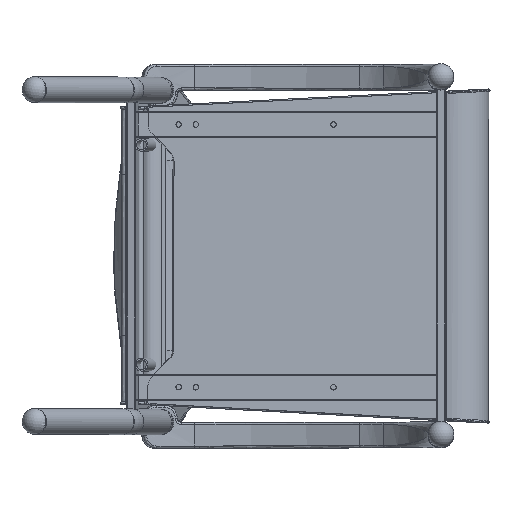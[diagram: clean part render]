
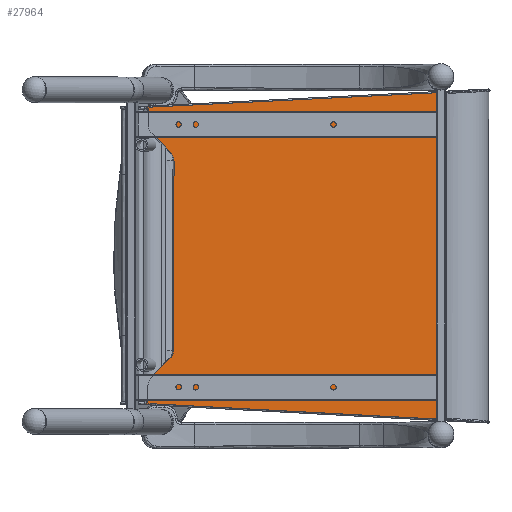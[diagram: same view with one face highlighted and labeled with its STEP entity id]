
A CAD part, top view. The second image highlights one B-rep face of the part: STEP entity #27964.
In plain terms, the highlighted face is planar.
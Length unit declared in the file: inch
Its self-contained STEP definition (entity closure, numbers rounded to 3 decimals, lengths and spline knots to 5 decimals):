
#27094=CARTESIAN_POINT('',(9.2003,-2.41996,17.33797));
#27095=VERTEX_POINT('',#27094);
#27096=CARTESIAN_POINT('',(8.98108,-2.40591,16.80764));
#27097=VERTEX_POINT('',#27096);
#27098=CARTESIAN_POINT('',(8.45184,-2.37197,17.33797));
#27099=DIRECTION('',(0.064,0.998,0.));
#27100=DIRECTION('',(0.922,-0.059,-0.383));
#27101=AXIS2_PLACEMENT_3D('',#27098,#27099,#27100);
#27102=CIRCLE('',#27101,0.75);
#27103=EDGE_CURVE('',#27095,#27097,#27102,.T.);
#27588=CARTESIAN_POINT('',(7.92259,-2.33804,15.74698));
#27589=VERTEX_POINT('',#27588);
#27590=CARTESIAN_POINT('',(7.70337,-2.32398,15.21665));
#27591=VERTEX_POINT('',#27590);
#27592=CARTESIAN_POINT('',(8.45184,-2.37197,15.21665));
#27593=DIRECTION('',(-0.064,-0.998,0.));
#27594=DIRECTION('',(-0.922,0.059,0.383));
#27595=AXIS2_PLACEMENT_3D('',#27592,#27593,#27594);
#27596=CIRCLE('',#27595,0.75);
#27597=EDGE_CURVE('',#27589,#27591,#27596,.T.);
#27620=CARTESIAN_POINT('',(7.70337,-2.32398,4.28335));
#27621=VERTEX_POINT('',#27620);
#27622=CARTESIAN_POINT('',(7.92259,-2.33804,3.75302));
#27623=VERTEX_POINT('',#27622);
#27624=CARTESIAN_POINT('',(8.45184,-2.37197,4.28335));
#27625=DIRECTION('',(-0.064,-0.998,0.));
#27626=DIRECTION('',(-0.922,0.059,-0.383));
#27627=AXIS2_PLACEMENT_3D('',#27624,#27625,#27626);
#27628=CIRCLE('',#27627,0.75);
#27629=EDGE_CURVE('',#27621,#27623,#27628,.T.);
#27652=CARTESIAN_POINT('',(8.98108,-2.40591,2.69236));
#27653=VERTEX_POINT('',#27652);
#27654=CARTESIAN_POINT('',(9.2003,-2.41996,2.16203));
#27655=VERTEX_POINT('',#27654);
#27656=CARTESIAN_POINT('',(8.45184,-2.37197,2.16203));
#27657=DIRECTION('',(0.064,0.998,0.));
#27658=DIRECTION('',(0.922,-0.059,0.383));
#27659=AXIS2_PLACEMENT_3D('',#27656,#27657,#27658);
#27660=CIRCLE('',#27659,0.75);
#27661=EDGE_CURVE('',#27653,#27655,#27660,.T.);
#27828=CARTESIAN_POINT('',(9.2003,-2.41996,1.22269));
#27829=VERTEX_POINT('',#27828);
#27830=CARTESIAN_POINT('',(9.2003,-2.41996,1.22269));
#27831=DIRECTION('',(0.0,0.0,1.0));
#27832=VECTOR('',#27831,0.93934);
#27833=LINE('',#27830,#27832);
#27834=EDGE_CURVE('',#27829,#27655,#27833,.T.);
#27856=CARTESIAN_POINT('',(8.98108,-2.40591,2.69236));
#27857=DIRECTION('',(-0.706,0.045,0.707));
#27858=VECTOR('',#27857,1.5);
#27859=LINE('',#27856,#27858);
#27860=EDGE_CURVE('',#27653,#27623,#27859,.T.);
#27871=CARTESIAN_POINT('',(7.70337,-2.32398,4.28335));
#27872=DIRECTION('',(0.0,0.0,1.0));
#27873=VECTOR('',#27872,10.93329);
#27874=LINE('',#27871,#27873);
#27875=EDGE_CURVE('',#27621,#27591,#27874,.T.);
#27888=CARTESIAN_POINT('',(7.92259,-2.33804,15.74698));
#27889=DIRECTION('',(0.706,-0.045,0.707));
#27890=VECTOR('',#27889,1.5);
#27891=LINE('',#27888,#27890);
#27892=EDGE_CURVE('',#27589,#27097,#27891,.T.);
#27901=CARTESIAN_POINT('',(9.2003,-2.41996,0.0));
#27902=DIRECTION('',(-0.064,-0.998,0.0));
#27903=DIRECTION('',(0.0,0.0,-1.0));
#27904=AXIS2_PLACEMENT_3D('',#27901,#27902,#27903);
#27905=PLANE('',#27904);
#27906=ORIENTED_EDGE('',*,*,#27103,.F.);
#27907=CARTESIAN_POINT('',(9.2003,-2.41996,18.27731));
#27908=VERTEX_POINT('',#27907);
#27909=CARTESIAN_POINT('',(9.2003,-2.41996,17.33797));
#27910=DIRECTION('',(0.0,0.0,1.0));
#27911=VECTOR('',#27910,0.93934);
#27912=LINE('',#27909,#27911);
#27913=EDGE_CURVE('',#27095,#27908,#27912,.T.);
#27914=ORIENTED_EDGE('',*,*,#27913,.T.);
#27915=CARTESIAN_POINT('',(9.13203,-2.41559,18.34935));
#27916=VERTEX_POINT('',#27915);
#27917=CARTESIAN_POINT('',(9.2003,-2.41996,18.34581));
#27918=DIRECTION('',(0.064,0.998,0.0));
#27919=DIRECTION('',(-0.998,0.064,0.0));
#27920=AXIS2_PLACEMENT_3D('',#27917,#27918,#27919);
#27921=CIRCLE('',#27920,0.0685);
#27922=EDGE_CURVE('',#27916,#27908,#27921,.T.);
#27923=ORIENTED_EDGE('',*,*,#27922,.F.);
#27924=CARTESIAN_POINT('',(-8.12755,-1.30893,19.24576));
#27925=VERTEX_POINT('',#27924);
#27926=CARTESIAN_POINT('',(9.13203,-2.41559,18.34935));
#27927=DIRECTION('',(-0.997,0.064,0.052));
#27928=VECTOR('',#27927,17.31824);
#27929=LINE('',#27926,#27928);
#27930=EDGE_CURVE('',#27916,#27925,#27929,.T.);
#27931=ORIENTED_EDGE('',*,*,#27930,.T.);
#27932=CARTESIAN_POINT('',(-8.12755,-1.30893,0.25424));
#27933=VERTEX_POINT('',#27932);
#27934=CARTESIAN_POINT('',(-8.12755,-1.30893,0.25424));
#27935=DIRECTION('',(0.0,0.0,1.0));
#27936=VECTOR('',#27935,18.99151);
#27937=LINE('',#27934,#27936);
#27938=EDGE_CURVE('',#27933,#27925,#27937,.T.);
#27939=ORIENTED_EDGE('',*,*,#27938,.F.);
#27940=CARTESIAN_POINT('',(9.13203,-2.41559,1.15065));
#27941=VERTEX_POINT('',#27940);
#27942=CARTESIAN_POINT('',(-8.12755,-1.30893,0.25424));
#27943=DIRECTION('',(0.997,-0.064,0.052));
#27944=VECTOR('',#27943,17.31824);
#27945=LINE('',#27942,#27944);
#27946=EDGE_CURVE('',#27933,#27941,#27945,.T.);
#27947=ORIENTED_EDGE('',*,*,#27946,.T.);
#27948=CARTESIAN_POINT('',(9.2003,-2.41996,1.15419));
#27949=DIRECTION('',(0.064,0.998,0.0));
#27950=DIRECTION('',(-0.998,0.064,0.0));
#27951=AXIS2_PLACEMENT_3D('',#27948,#27949,#27950);
#27952=CIRCLE('',#27951,0.0685);
#27953=EDGE_CURVE('',#27829,#27941,#27952,.T.);
#27954=ORIENTED_EDGE('',*,*,#27953,.F.);
#27955=ORIENTED_EDGE('',*,*,#27834,.T.);
#27956=ORIENTED_EDGE('',*,*,#27661,.F.);
#27957=ORIENTED_EDGE('',*,*,#27860,.T.);
#27958=ORIENTED_EDGE('',*,*,#27629,.F.);
#27959=ORIENTED_EDGE('',*,*,#27875,.T.);
#27960=ORIENTED_EDGE('',*,*,#27597,.F.);
#27961=ORIENTED_EDGE('',*,*,#27892,.T.);
#27962=EDGE_LOOP('',(#27906,#27914,#27923,#27931,#27939,#27947,#27954,#27955,#27956,#27957,#27958,#27959,#27960,#27961));
#27963=FACE_OUTER_BOUND('',#27962,.T.);
#27964=ADVANCED_FACE('',(#27963),#27905,.T.);
